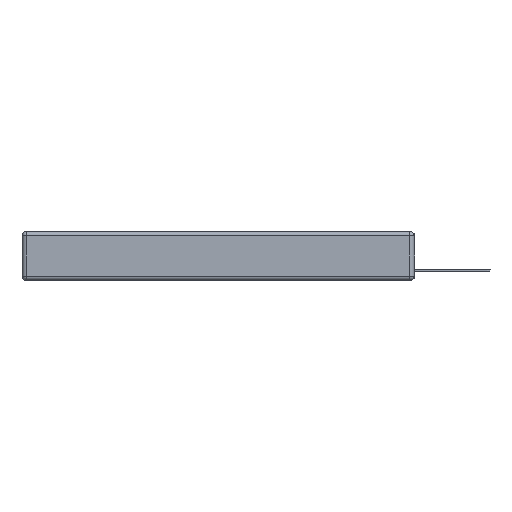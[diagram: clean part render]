
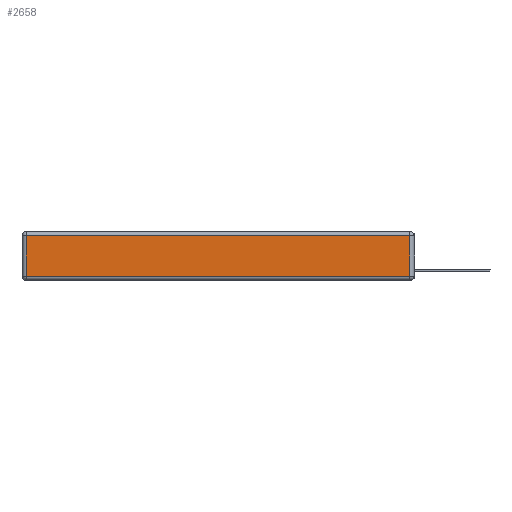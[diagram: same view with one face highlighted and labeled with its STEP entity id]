
A CAD part, left-side view. The second image highlights one B-rep face of the part: STEP entity #2658.
In plain terms, the highlighted planar face has unit normal (-1, 0, 0).
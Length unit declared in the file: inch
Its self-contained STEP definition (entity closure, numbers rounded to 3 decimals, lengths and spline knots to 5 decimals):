
#344 = DIRECTION ( 'NONE',  ( 0., 1., 0. ) ) ;
#617 = ORIENTED_EDGE ( 'NONE', *, *, #5895, .T. ) ;
#796 = CARTESIAN_POINT ( 'NONE',  ( 0., 0., -0.313 ) ) ;
#1588 = CARTESIAN_POINT ( 'NONE',  ( 0., 0.03, -0.03 ) ) ;
#2632 = CARTESIAN_POINT ( 'NONE',  ( 0., 2.72, -0.313 ) ) ;
#2658 = ADVANCED_FACE ( 'NONE', ( #7447 ), #5759, .T. ) ;
#2828 = EDGE_CURVE ( 'NONE', #13159, #5368, #17329, .T. ) ;
#2894 = CARTESIAN_POINT ( 'NONE',  ( 0., 2.75, -0.03 ) ) ;
#3174 = VECTOR ( 'NONE', #344, 39.37008 ) ;
#4302 = DIRECTION ( 'NONE',  ( 0., 0., 1. ) ) ;
#5126 = CARTESIAN_POINT ( 'NONE',  ( 0., 2.72, -0.343 ) ) ;
#5184 = LINE ( 'NONE', #11594, #8723 ) ;
#5368 = VERTEX_POINT ( 'NONE', #2632 ) ;
#5506 = AXIS2_PLACEMENT_3D ( 'NONE', #16475, #8371, #4302 ) ;
#5759 = PLANE ( 'NONE',  #5506 ) ;
#5895 = EDGE_CURVE ( 'NONE', #5368, #10017, #14130, .T. ) ;
#6010 = ORIENTED_EDGE ( 'NONE', *, *, #16803, .T. ) ;
#7447 = FACE_OUTER_BOUND ( 'NONE', #11002, .T. ) ;
#7656 = VECTOR ( 'NONE', #17151, 39.37008 ) ;
#8371 = DIRECTION ( 'NONE',  ( -1., 0., 0. ) ) ;
#8723 = VECTOR ( 'NONE', #8740, 39.37008 ) ;
#8740 = DIRECTION ( 'NONE',  ( 0., 0., 1. ) ) ;
#9501 = VECTOR ( 'NONE', #11576, 39.37008 ) ;
#10017 = VERTEX_POINT ( 'NONE', #17044 ) ;
#11002 = EDGE_LOOP ( 'NONE', ( #617, #6010, #17004, #11069 ) ) ;
#11069 = ORIENTED_EDGE ( 'NONE', *, *, #2828, .T. ) ;
#11576 = DIRECTION ( 'NONE',  ( 0., -1., 0. ) ) ;
#11594 = CARTESIAN_POINT ( 'NONE',  ( 0., 0.03, -0.343 ) ) ;
#12275 = CARTESIAN_POINT ( 'NONE',  ( 0., 2.72, -0.03 ) ) ;
#12503 = VERTEX_POINT ( 'NONE', #1588 ) ;
#13159 = VERTEX_POINT ( 'NONE', #12275 ) ;
#13816 = EDGE_CURVE ( 'NONE', #12503, #13159, #17454, .T. ) ;
#14130 = LINE ( 'NONE', #796, #9501 ) ;
#16475 = CARTESIAN_POINT ( 'NONE',  ( 0., 0., -0.343 ) ) ;
#16803 = EDGE_CURVE ( 'NONE', #10017, #12503, #5184, .T. ) ;
#17004 = ORIENTED_EDGE ( 'NONE', *, *, #13816, .T. ) ;
#17044 = CARTESIAN_POINT ( 'NONE',  ( 0., 0.03, -0.313 ) ) ;
#17151 = DIRECTION ( 'NONE',  ( 0., 0., -1. ) ) ;
#17329 = LINE ( 'NONE', #5126, #7656 ) ;
#17454 = LINE ( 'NONE', #2894, #3174 ) ;
